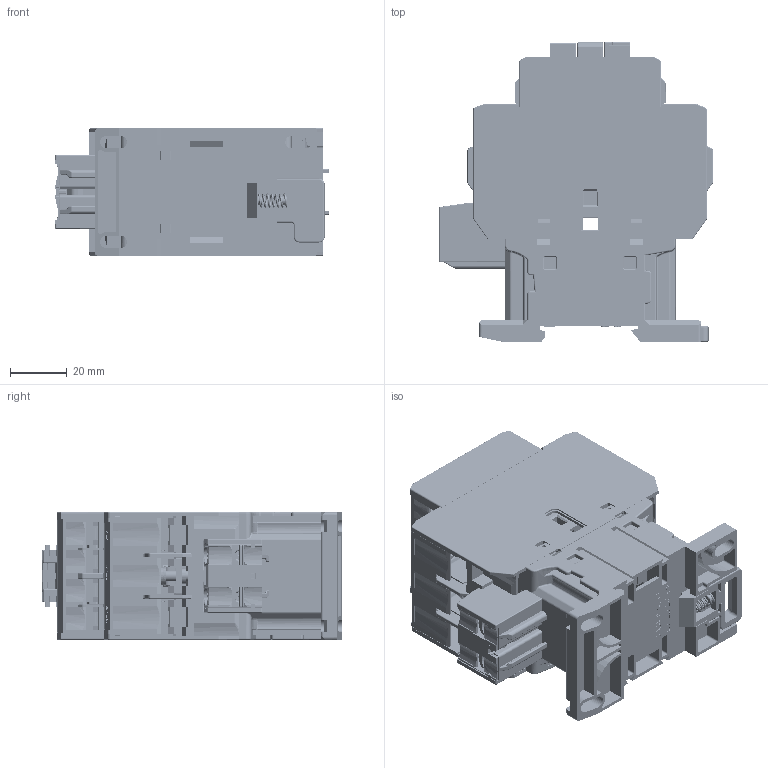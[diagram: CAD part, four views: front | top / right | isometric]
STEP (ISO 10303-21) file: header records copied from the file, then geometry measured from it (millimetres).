
FILE_DESCRIPTION((''),'2;1');
FILE_NAME('NC8-25-38-3P','2020-08-20T17:02:58',('lili2'),(''),'CREO PARAMETRIC BY PTC INC, 2018020','CREO PARAMETRIC BY PTC INC, 2018020','');
FILE_SCHEMA(('CONFIG_CONTROL_DESIGN'));
Products named in the file (1): NC8-25-38-3P
Bounding box: 96.1 x 105.3 x 44.8 mm (x, y, z)
Volume: 109874 mm3; surface area: 142353.5 mm2
Topology: 2 solids, 2 shells, 10099 faces, 28293 edges, 18252 vertices
Faces by surface type: plane 7521, cylinder 1880, torus 360, bspline 219, sphere 81, cone 38
Entity records: 339459 total; most frequent: CARTESIAN_POINT 79090, ORIENTED_EDGE 56562, DIRECTION 50897, EDGE_CURVE 28281, VECTOR 22989, LINE 22989, VERTEX_POINT 18252, AXIS2_PLACEMENT_3D 13954
